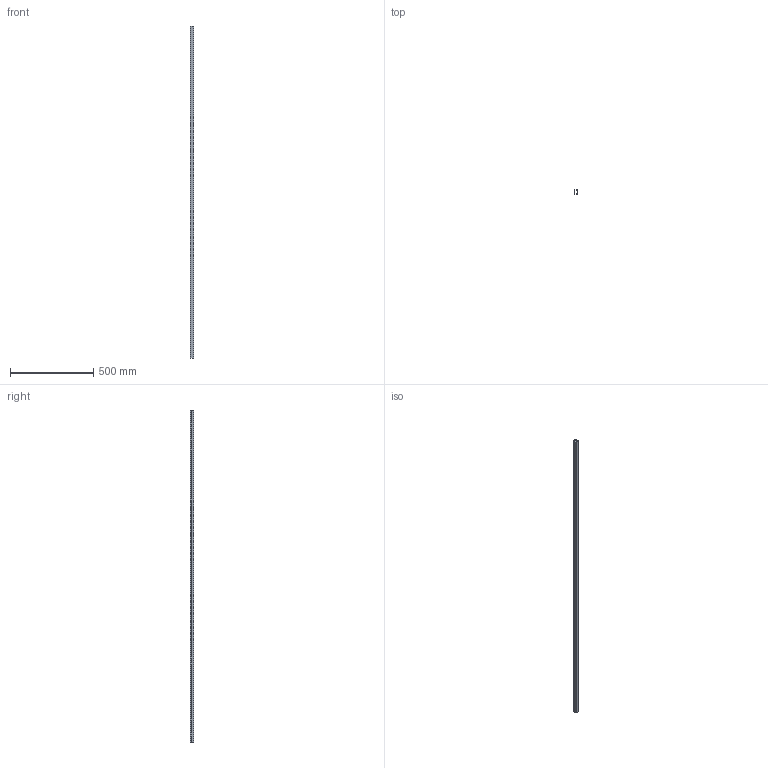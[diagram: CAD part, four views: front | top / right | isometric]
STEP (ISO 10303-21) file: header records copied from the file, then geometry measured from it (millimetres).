
FILE_DESCRIPTION(/* description */ (''),/* implementation_level */ '2;1');
FILE_NAME(/* name */ 'BKS 03.002-008_1_3-6248462',/* time_stamp */ '2013-10-29T14:11:00+01:00',/* author */ (''),/* organization */ (''),/* preprocessor_version */ 'ST-DEVELOPER v15',/* originating_system */ '',/* authorisation */ '');
FILE_SCHEMA (('CONFIG_CONTROL_DESIGN'));
Length unit declared in the file: millimetre
Products named in the file (1): Document
Bounding box: 20 x 24 x 2000 mm (x, y, z)
Volume: 104581.9 mm3; surface area: 422515.8 mm2
Topology: 2 solids, 2 shells, 53 faces, 149 edges, 100 vertices
Faces by surface type: bspline 49, plane 4
Entity records: 1941 total; most frequent: CARTESIAN_POINT 1131, ORIENTED_EDGE 294, EDGE_CURVE 147, VERTEX_POINT 98, ADVANCED_FACE 53, FACE_OUTER_BOUND 53, EDGE_LOOP 53, DIRECTION 10
